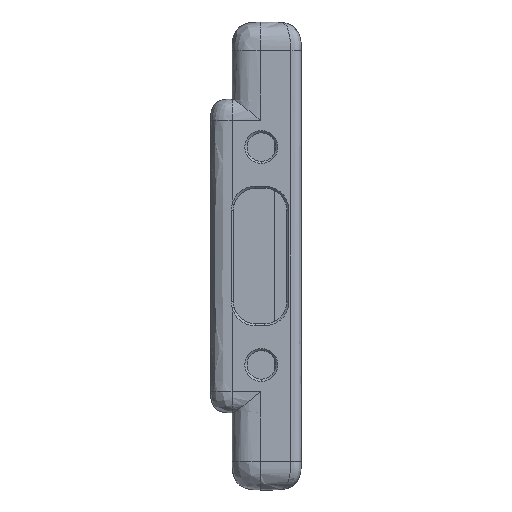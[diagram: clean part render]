
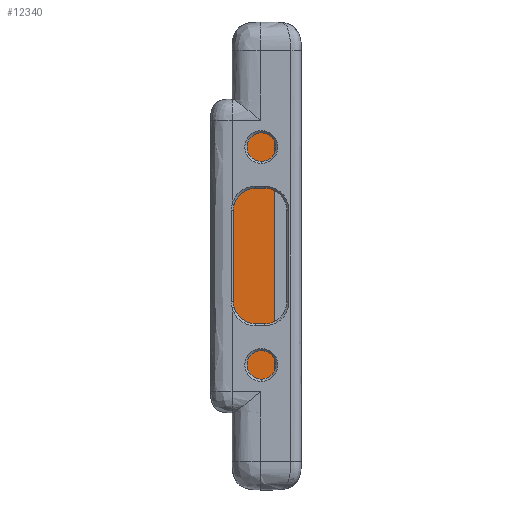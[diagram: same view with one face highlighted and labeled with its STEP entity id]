
A CAD part, left-side view. The second image highlights one B-rep face of the part: STEP entity #12340.
In plain terms, the highlighted planar face has unit normal (-1, 0, 0).
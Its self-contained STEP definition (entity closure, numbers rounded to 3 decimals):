
#1233 = LINE ( 'NONE', #16637, #2319 ) ;
#1638 = VECTOR ( 'NONE', #5842, 1000. ) ;
#1647 = CARTESIAN_POINT ( 'NONE',  ( 27.9, 1.9, 9.85 ) ) ;
#2319 = VECTOR ( 'NONE', #11941, 1000. ) ;
#2393 = ORIENTED_EDGE ( 'NONE', *, *, #17152, .F. ) ;
#2751 = VERTEX_POINT ( 'NONE', #14601 ) ;
#4234 = AXIS2_PLACEMENT_3D ( 'NONE', #10257, #8755, #8562 ) ;
#5562 = CARTESIAN_POINT ( 'NONE',  ( 27.9, 7.284, 7.284 ) ) ;
#5842 = DIRECTION ( 'NONE',  ( 0., 0., 1. ) ) ;
#6317 = LINE ( 'NONE', #12712, #18703 ) ;
#6592 = CARTESIAN_POINT ( 'NONE',  ( 27.9, 5.58, 8.988 ) ) ;
#6871 = VERTEX_POINT ( 'NONE', #14919 ) ;
#7057 = FACE_OUTER_BOUND ( 'NONE', #11569, .T. ) ;
#7235 = VERTEX_POINT ( 'NONE', #6592 ) ;
#7427 = VECTOR ( 'NONE', #17589, 1000. ) ;
#7464 = CARTESIAN_POINT ( 'NONE',  ( 27.9, 1.9, 0. ) ) ;
#8502 = EDGE_CURVE ( 'NONE', #7235, #18366, #13253, .T. ) ;
#8562 = DIRECTION ( 'NONE',  ( 0., 0., -1. ) ) ;
#8755 = DIRECTION ( 'NONE',  ( 1., 0., 0. ) ) ;
#8850 = CARTESIAN_POINT ( 'NONE',  ( 27.9, 5.58, 0. ) ) ;
#9037 = LINE ( 'NONE', #8850, #1638 ) ;
#9526 = CARTESIAN_POINT ( 'NONE',  ( 27.9, 4.718, 9.85 ) ) ;
#9850 = ORIENTED_EDGE ( 'NONE', *, *, #19420, .T. ) ;
#10047 = VECTOR ( 'NONE', #19549, 1000. ) ;
#10255 = EDGE_CURVE ( 'NONE', #10851, #6871, #6317, .T. ) ;
#10257 = CARTESIAN_POINT ( 'NONE',  ( 27.9, 0., 0. ) ) ;
#10372 = CARTESIAN_POINT ( 'NONE',  ( 27.9, 4.718, -9.85 ) ) ;
#10851 = VERTEX_POINT ( 'NONE', #10372 ) ;
#11569 = EDGE_LOOP ( 'NONE', ( #14824, #19709, #19272, #19271, #2393, #9850 ) ) ;
#11615 = VERTEX_POINT ( 'NONE', #1647 ) ;
#11934 = EDGE_CURVE ( 'NONE', #11615, #18366, #1233, .T. ) ;
#11941 = DIRECTION ( 'NONE',  ( 0., 1., 0. ) ) ;
#12140 = EDGE_CURVE ( 'NONE', #6871, #11615, #16474, .T. ) ;
#12340 = ADVANCED_FACE ( 'NONE', ( #7057 ), #16164, .F. ) ;
#12712 = CARTESIAN_POINT ( 'NONE',  ( 27.9, 0., -9.85 ) ) ;
#13253 = LINE ( 'NONE', #5562, #10047 ) ;
#14601 = CARTESIAN_POINT ( 'NONE',  ( 27.9, 5.58, -8.988 ) ) ;
#14824 = ORIENTED_EDGE ( 'NONE', *, *, #10255, .T. ) ;
#14919 = CARTESIAN_POINT ( 'NONE',  ( 27.9, 1.9, -9.85 ) ) ;
#15164 = DIRECTION ( 'NONE',  ( 0., 0., 1. ) ) ;
#16164 = PLANE ( 'NONE',  #4234 ) ;
#16266 = CARTESIAN_POINT ( 'NONE',  ( 27.9, 7.284, -7.284 ) ) ;
#16474 = LINE ( 'NONE', #7464, #18299 ) ;
#16637 = CARTESIAN_POINT ( 'NONE',  ( 27.9, 0., 9.85 ) ) ;
#17152 = EDGE_CURVE ( 'NONE', #2751, #7235, #9037, .T. ) ;
#17224 = DIRECTION ( 'NONE',  ( 0., -1., 0. ) ) ;
#17589 = DIRECTION ( 'NONE',  ( 0., -0.707, -0.707 ) ) ;
#18299 = VECTOR ( 'NONE', #15164, 1000. ) ;
#18366 = VERTEX_POINT ( 'NONE', #9526 ) ;
#18703 = VECTOR ( 'NONE', #17224, 1000. ) ;
#19271 = ORIENTED_EDGE ( 'NONE', *, *, #8502, .F. ) ;
#19272 = ORIENTED_EDGE ( 'NONE', *, *, #11934, .T. ) ;
#19377 = LINE ( 'NONE', #16266, #7427 ) ;
#19420 = EDGE_CURVE ( 'NONE', #2751, #10851, #19377, .T. ) ;
#19549 = DIRECTION ( 'NONE',  ( 0., -0.707, 0.707 ) ) ;
#19709 = ORIENTED_EDGE ( 'NONE', *, *, #12140, .T. ) ;
